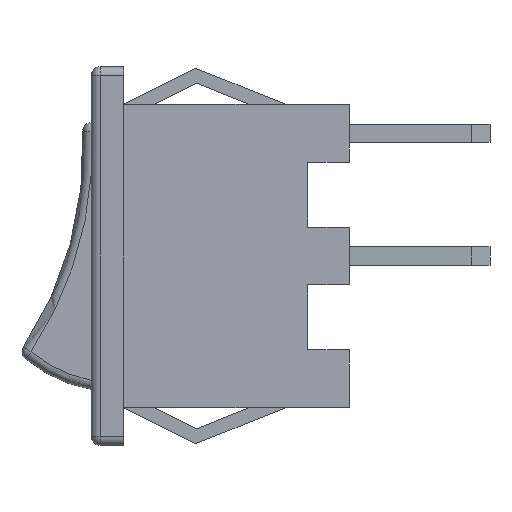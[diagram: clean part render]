
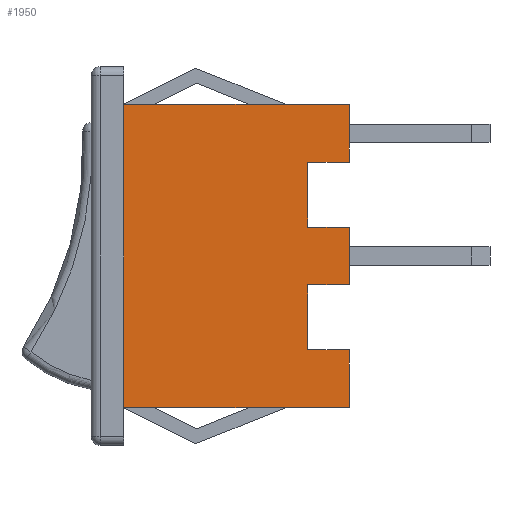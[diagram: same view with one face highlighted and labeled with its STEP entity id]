
A CAD part, left-side view. The second image highlights one B-rep face of the part: STEP entity #1950.
In plain terms, the highlighted planar face has unit normal (-1, 0, 0).
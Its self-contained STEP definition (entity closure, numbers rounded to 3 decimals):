
#10 = DIRECTION ( 'NONE',  ( 0., 0., -1. ) ) ;
#35 = EDGE_CURVE ( 'NONE', #618, #228, #2037, .T. ) ;
#63 = CARTESIAN_POINT ( 'NONE',  ( -6., -12.5, -1.6 ) ) ;
#80 = ORIENTED_EDGE ( 'NONE', *, *, #1668, .F. ) ;
#81 = FACE_OUTER_BOUND ( 'NONE', #542, .T. ) ;
#113 = ORIENTED_EDGE ( 'NONE', *, *, #2577, .F. ) ;
#151 = CARTESIAN_POINT ( 'NONE',  ( -6., -12.5, -8.4 ) ) ;
#158 = ORIENTED_EDGE ( 'NONE', *, *, #980, .F. ) ;
#188 = ORIENTED_EDGE ( 'NONE', *, *, #2621, .T. ) ;
#190 = CARTESIAN_POINT ( 'NONE',  ( -6., -10.2, -8.4 ) ) ;
#228 = VERTEX_POINT ( 'NONE', #273 ) ;
#273 = CARTESIAN_POINT ( 'NONE',  ( -6., -10.2, -1.6 ) ) ;
#290 = VECTOR ( 'NONE', #1598, 1000. ) ;
#292 = VECTOR ( 'NONE', #569, 1000. ) ;
#300 = CARTESIAN_POINT ( 'NONE',  ( -6., -12.5, -5.2 ) ) ;
#346 = CARTESIAN_POINT ( 'NONE',  ( -6., -10.2, -8.4 ) ) ;
#359 = VERTEX_POINT ( 'NONE', #2146 ) ;
#378 = ORIENTED_EDGE ( 'NONE', *, *, #35, .T. ) ;
#414 = CARTESIAN_POINT ( 'NONE',  ( -6., 0., -8.4 ) ) ;
#447 = DIRECTION ( 'NONE',  ( -1., 0., 0. ) ) ;
#448 = LINE ( 'NONE', #151, #2438 ) ;
#500 = ORIENTED_EDGE ( 'NONE', *, *, #751, .F. ) ;
#513 = ORIENTED_EDGE ( 'NONE', *, *, #1373, .F. ) ;
#542 = EDGE_LOOP ( 'NONE', ( #80, #113, #158, #188, #378, #500, #513, #944, #956, #978, #985, #1176 ) ) ;
#569 = DIRECTION ( 'NONE',  ( 0., 0., -1. ) ) ;
#574 = CARTESIAN_POINT ( 'NONE',  ( -6., -12.5, 1.6 ) ) ;
#618 = VERTEX_POINT ( 'NONE', #2385 ) ;
#679 = VERTEX_POINT ( 'NONE', #300 ) ;
#683 = CARTESIAN_POINT ( 'NONE',  ( -6., 0., -8.4 ) ) ;
#750 = VERTEX_POINT ( 'NONE', #916 ) ;
#751 = EDGE_CURVE ( 'NONE', #1460, #228, #1622, .T. ) ;
#769 = LINE ( 'NONE', #2290, #2276 ) ;
#834 = CARTESIAN_POINT ( 'NONE',  ( -6., -10.2, 5.2 ) ) ;
#885 = CARTESIAN_POINT ( 'NONE',  ( -6., -10.2, -8.4 ) ) ;
#916 = CARTESIAN_POINT ( 'NONE',  ( -6., -10.2, 1.6 ) ) ;
#937 = VECTOR ( 'NONE', #2466, 1000. ) ;
#944 = ORIENTED_EDGE ( 'NONE', *, *, #2127, .T. ) ;
#952 = LINE ( 'NONE', #190, #1681 ) ;
#956 = ORIENTED_EDGE ( 'NONE', *, *, #2363, .T. ) ;
#971 = LINE ( 'NONE', #2209, #1331 ) ;
#978 = ORIENTED_EDGE ( 'NONE', *, *, #1033, .F. ) ;
#980 = EDGE_CURVE ( 'NONE', #679, #1017, #448, .T. ) ;
#985 = ORIENTED_EDGE ( 'NONE', *, *, #2809, .F. ) ;
#1013 = CARTESIAN_POINT ( 'NONE',  ( -6., -12.5, 8.4 ) ) ;
#1017 = VERTEX_POINT ( 'NONE', #2684 ) ;
#1033 = EDGE_CURVE ( 'NONE', #359, #2107, #2026, .T. ) ;
#1118 = CARTESIAN_POINT ( 'NONE',  ( -6., -12.5, -1.6 ) ) ;
#1158 = LINE ( 'NONE', #414, #2365 ) ;
#1176 = ORIENTED_EDGE ( 'NONE', *, *, #2237, .T. ) ;
#1184 = DIRECTION ( 'NONE',  ( 0., 1., 0. ) ) ;
#1194 = DIRECTION ( 'NONE',  ( 0., 0., -1. ) ) ;
#1279 = VERTEX_POINT ( 'NONE', #1013 ) ;
#1331 = VECTOR ( 'NONE', #1194, 1000. ) ;
#1373 = EDGE_CURVE ( 'NONE', #1702, #1460, #2070, .T. ) ;
#1380 = LINE ( 'NONE', #1610, #290 ) ;
#1451 = LINE ( 'NONE', #2099, #2259 ) ;
#1460 = VERTEX_POINT ( 'NONE', #63 ) ;
#1492 = DIRECTION ( 'NONE',  ( 0., 1., 0. ) ) ;
#1502 = AXIS2_PLACEMENT_3D ( 'NONE', #885, #447, #1563 ) ;
#1563 = DIRECTION ( 'NONE',  ( 0., 0., 1. ) ) ;
#1598 = DIRECTION ( 'NONE',  ( 0., 0., 1. ) ) ;
#1610 = CARTESIAN_POINT ( 'NONE',  ( -6., -10.2, -8.4 ) ) ;
#1622 = LINE ( 'NONE', #1118, #2150 ) ;
#1664 = VERTEX_POINT ( 'NONE', #683 ) ;
#1668 = EDGE_CURVE ( 'NONE', #1664, #2747, #1158, .T. ) ;
#1681 = VECTOR ( 'NONE', #2552, 1000. ) ;
#1702 = VERTEX_POINT ( 'NONE', #1949 ) ;
#1771 = VECTOR ( 'NONE', #1843, 1000. ) ;
#1843 = DIRECTION ( 'NONE',  ( 0., 0., 1. ) ) ;
#1949 = CARTESIAN_POINT ( 'NONE',  ( -6., -12.5, 1.6 ) ) ;
#1950 = ADVANCED_FACE ( 'NONE', ( #81 ), #2249, .T. ) ;
#2026 = LINE ( 'NONE', #2576, #937 ) ;
#2037 = LINE ( 'NONE', #346, #1771 ) ;
#2070 = LINE ( 'NONE', #574, #292 ) ;
#2099 = CARTESIAN_POINT ( 'NONE',  ( -6., -12.5, -5.2 ) ) ;
#2107 = VERTEX_POINT ( 'NONE', #834 ) ;
#2127 = EDGE_CURVE ( 'NONE', #1702, #750, #769, .T. ) ;
#2146 = CARTESIAN_POINT ( 'NONE',  ( -6., -12.5, 5.2 ) ) ;
#2150 = VECTOR ( 'NONE', #1184, 1000. ) ;
#2206 = DIRECTION ( 'NONE',  ( 0., 1., 0. ) ) ;
#2209 = CARTESIAN_POINT ( 'NONE',  ( -6., -12.5, 8.4 ) ) ;
#2237 = EDGE_CURVE ( 'NONE', #1279, #2747, #2672, .T. ) ;
#2249 = PLANE ( 'NONE',  #1502 ) ;
#2259 = VECTOR ( 'NONE', #1492, 1000. ) ;
#2276 = VECTOR ( 'NONE', #2206, 1000. ) ;
#2290 = CARTESIAN_POINT ( 'NONE',  ( -6., -12.5, 1.6 ) ) ;
#2363 = EDGE_CURVE ( 'NONE', #750, #2107, #1380, .T. ) ;
#2365 = VECTOR ( 'NONE', #2373, 1000. ) ;
#2373 = DIRECTION ( 'NONE',  ( 0., 0., 1. ) ) ;
#2385 = CARTESIAN_POINT ( 'NONE',  ( -6., -10.2, -5.2 ) ) ;
#2438 = VECTOR ( 'NONE', #10, 1000. ) ;
#2466 = DIRECTION ( 'NONE',  ( 0., 1., 0. ) ) ;
#2499 = CARTESIAN_POINT ( 'NONE',  ( -6., 0., 8.4 ) ) ;
#2552 = DIRECTION ( 'NONE',  ( 0., 1., 0. ) ) ;
#2576 = CARTESIAN_POINT ( 'NONE',  ( -6., -12.5, 5.2 ) ) ;
#2577 = EDGE_CURVE ( 'NONE', #1017, #1664, #952, .T. ) ;
#2607 = VECTOR ( 'NONE', #2781, 1000. ) ;
#2621 = EDGE_CURVE ( 'NONE', #679, #618, #1451, .T. ) ;
#2672 = LINE ( 'NONE', #2762, #2607 ) ;
#2684 = CARTESIAN_POINT ( 'NONE',  ( -6., -12.5, -8.4 ) ) ;
#2747 = VERTEX_POINT ( 'NONE', #2499 ) ;
#2762 = CARTESIAN_POINT ( 'NONE',  ( -6., -10.2, 8.4 ) ) ;
#2781 = DIRECTION ( 'NONE',  ( 0., 1., 0. ) ) ;
#2809 = EDGE_CURVE ( 'NONE', #1279, #359, #971, .T. ) ;
